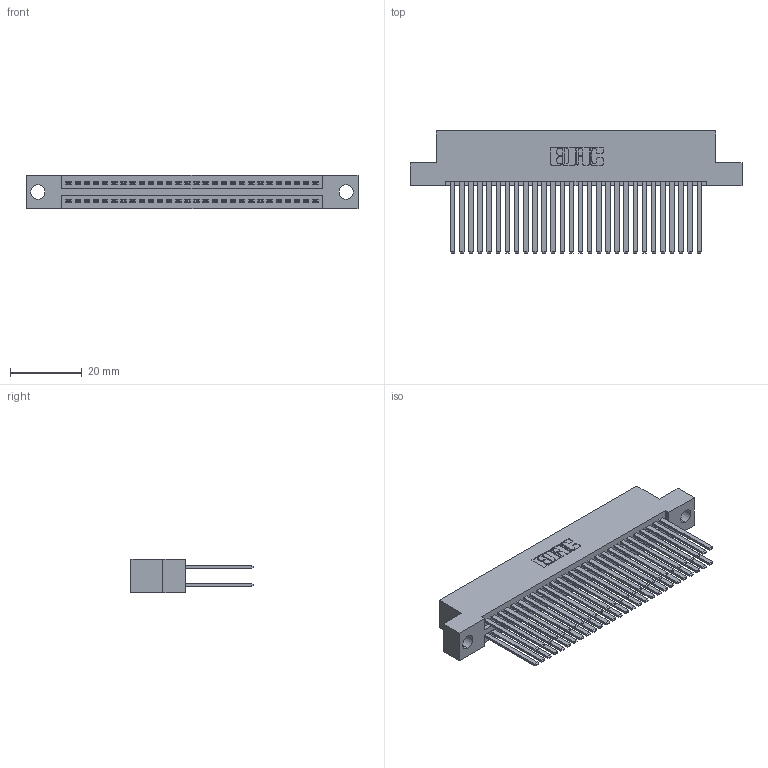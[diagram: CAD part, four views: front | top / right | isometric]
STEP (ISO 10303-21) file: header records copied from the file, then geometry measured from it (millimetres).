
FILE_DESCRIPTION (( 'STEP AP203' ), '1' );
FILE_NAME ('345-056-544-204.STEP', '2018-09-25T19:27:42', ( '' ), ( '' ), 'SwSTEP 2.0', 'SolidWorks 2016', '' );
FILE_SCHEMA (( 'CONFIG_CONTROL_DESIGN' ));
Length unit declared in the file: inch
Products named in the file (3): 345-056-544-204; 345-292-001_345-293-144; 345 Part_Flush Mounting Lugs - 0.156 Dia-TH
Assembly tree (57 placements, depth 2):
  345-056-544-204
    345 Part_Flush Mounting Lugs - 0.156 Dia-TH
    345-292-001_345-293-144  x56
Bounding box: 92.33 x 33.96 x 9.4 mm (x, y, z)
Volume: 9536.1 mm3; surface area: 15940.9 mm2
Topology: 57 solids, 57 shells, 2590 faces, 7677 edges, 5042 vertices
Faces by surface type: plane 1704, cylinder 886
Entity records: 23673 total; most frequent: CARTESIAN_POINT 3980, ORIENTED_EDGE 3914, DIRECTION 3525, EDGE_CURVE 1957, LINE 1717, VECTOR 1717, VERTEX_POINT 1302, AXIS2_PLACEMENT_3D 904
